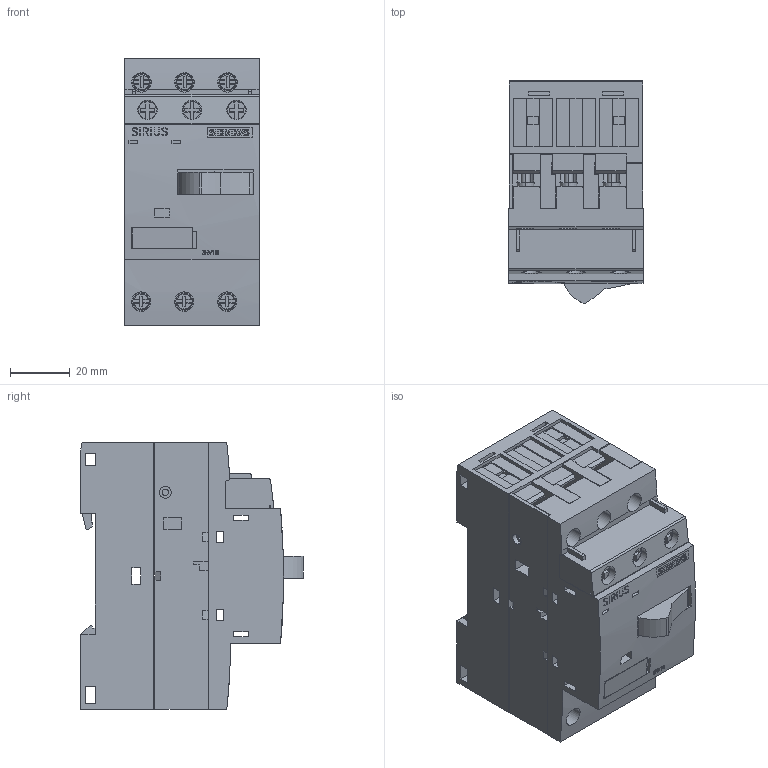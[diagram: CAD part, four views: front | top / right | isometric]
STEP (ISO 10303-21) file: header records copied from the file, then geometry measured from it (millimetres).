
FILE_DESCRIPTION(('no description'),'unknown implementation level');
FILE_NAME('3RV16xxxxxx4_3D_v.stp',' ',('SIEMENS A&D'),('CADClick - KiM GmbH - www.kimweb.de'),'unknown preprocess','ACIS','unknown authorization');
FILE_SCHEMA(('automotive_design'));
Length unit declared in the file: millimetre
Products named in the file (1): 1
Bounding box: 45 x 74.67 x 89.6 mm (x, y, z)
Volume: 217395 mm3; surface area: 56882.5 mm2
Topology: 1 solids, 1 shells, 1088 faces, 3052 edges, 2007 vertices
Faces by surface type: plane 828, cylinder 179, cone 45, torus 36
Entity records: 72199 total; most frequent: CARTESIAN_POINT 9552, STYLED_ITEM 6148, PRESENTATION_STYLE_ASSIGNMENT 6148, COLOUR_RGB 6148, ORIENTED_EDGE 6104, DIRECTION 5884, EDGE_CURVE 3052, CURVE_STYLE 3052
